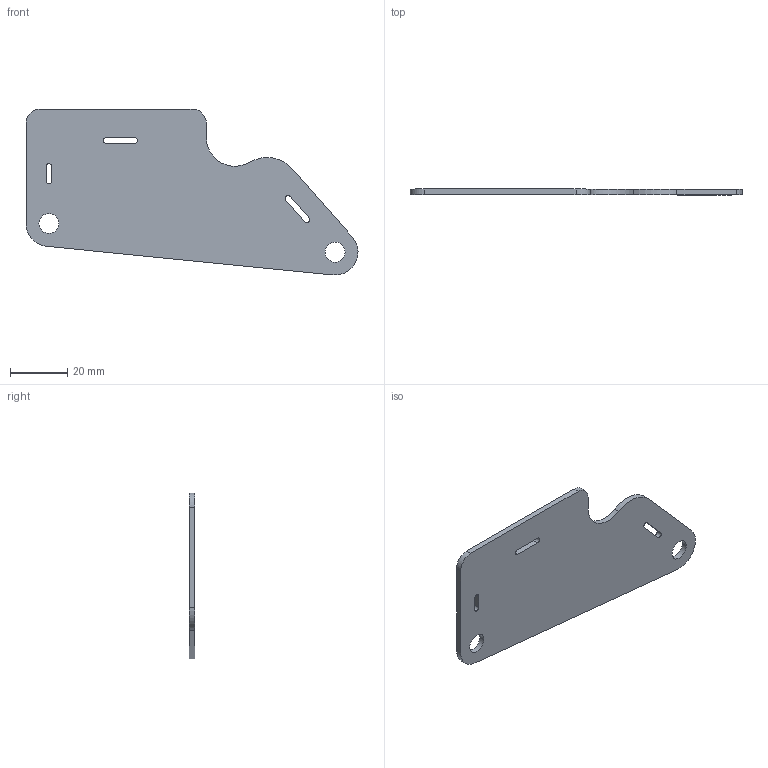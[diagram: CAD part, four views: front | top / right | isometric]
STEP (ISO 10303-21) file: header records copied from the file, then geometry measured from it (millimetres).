
FILE_DESCRIPTION(('CATIA V5 STEP Exchange'),'2;1');
FILE_NAME('FR_11001_1 (Frame Throttle).stp','2020-02-26T08:19:15+00:00',('none'),('none'),'CATIA Version 5 Release 19 SP 2 (IN-10)','CATIA V5 STEP AP203','none');
FILE_SCHEMA(('CONFIG_CONTROL_DESIGN'));
Length unit declared in the file: millimetre
Products named in the file (1): FR_11001_1 (Frame Throttle)
Bounding box: 115.99 x 2 x 57.98 mm (x, y, z)
Volume: 9307.7 mm3; surface area: 10152.1 mm2
Topology: 1 solids, 1 shells, 29 faces, 81 edges, 54 vertices
Faces by surface type: cylinder 16, plane 13
Entity records: 967 total; most frequent: CARTESIAN_POINT 163, ORIENTED_EDGE 162, DIRECTION 135, EDGE_CURVE 81, AXIS2_PLACEMENT_3D 60, VERTEX_POINT 54, VECTOR 49, LINE 49
